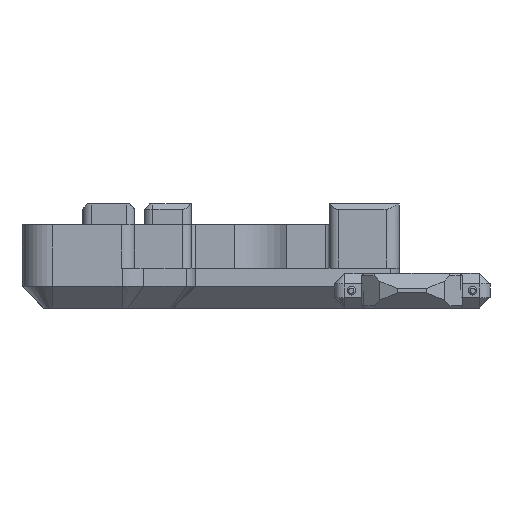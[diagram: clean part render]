
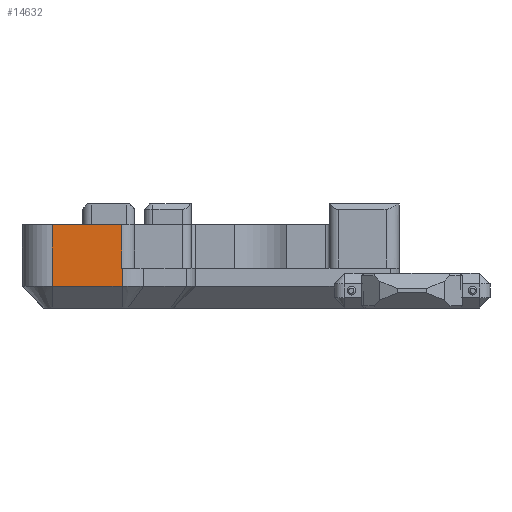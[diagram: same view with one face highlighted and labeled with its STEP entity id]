
A CAD part, front view. The second image highlights one B-rep face of the part: STEP entity #14632.
In plain terms, the highlighted planar face has unit normal (0, -1, 0).
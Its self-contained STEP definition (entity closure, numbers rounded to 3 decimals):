
#800=FACE_OUTER_BOUND('',#1599,.T.);
#1599=EDGE_LOOP('',(#11195,#11196,#11197,#11198,#11199,#11200));
#2470=LINE('',#22335,#3953);
#2490=LINE('',#22388,#3973);
#2502=LINE('',#22435,#3985);
#2579=LINE('',#22712,#4062);
#2642=LINE('',#22892,#4125);
#2643=LINE('',#22894,#4126);
#3953=VECTOR('',#17804,10.);
#3973=VECTOR('',#17854,10.);
#3985=VECTOR('',#17892,10.);
#4062=VECTOR('',#18131,10.);
#4125=VECTOR('',#18314,10.);
#4126=VECTOR('',#18317,10.);
#6094=VERTEX_POINT('',#22332);
#6095=VERTEX_POINT('',#22334);
#6113=VERTEX_POINT('',#22386);
#6135=VERTEX_POINT('',#22433);
#6241=VERTEX_POINT('',#22706);
#6242=VERTEX_POINT('',#22710);
#7744=EDGE_CURVE('',#6095,#6094,#2470,.T.);
#7771=EDGE_CURVE('',#6094,#6113,#2490,.T.);
#7795=EDGE_CURVE('',#6135,#6113,#2502,.T.);
#7931=EDGE_CURVE('',#6241,#6242,#2579,.T.);
#8024=EDGE_CURVE('',#6095,#6241,#2642,.T.);
#8025=EDGE_CURVE('',#6242,#6135,#2643,.T.);
#11195=ORIENTED_EDGE('',*,*,#7771,.T.);
#11196=ORIENTED_EDGE('',*,*,#7795,.F.);
#11197=ORIENTED_EDGE('',*,*,#8025,.F.);
#11198=ORIENTED_EDGE('',*,*,#7931,.F.);
#11199=ORIENTED_EDGE('',*,*,#8024,.F.);
#11200=ORIENTED_EDGE('',*,*,#7744,.T.);
#14039=PLANE('',#15738);
#14632=ADVANCED_FACE('',(#800),#14039,.T.);
#15738=AXIS2_PLACEMENT_3D('',#22986,#18457,#18458);
#17804=DIRECTION('',(-1.,0.,0.));
#17854=DIRECTION('',(0.,0.,1.));
#17892=DIRECTION('',(1.,0.,0.));
#18131=DIRECTION('',(-1.,0.,0.));
#18314=DIRECTION('',(0.,0.,-1.));
#18317=DIRECTION('',(0.,0.,1.));
#18457=DIRECTION('center_axis',(0.,-1.,0.));
#18458=DIRECTION('ref_axis',(1.,0.,0.));
#22332=CARTESIAN_POINT('',(1.5,-90.,4.6));
#22334=CARTESIAN_POINT('',(1.55,-90.,4.6));
#22335=CARTESIAN_POINT('',(-1.75,-90.,4.6));
#22386=CARTESIAN_POINT('',(1.5,-90.,9.6));
#22388=CARTESIAN_POINT('',(1.5,-90.,4.7));
#22433=CARTESIAN_POINT('',(-6.5,-90.,9.6));
#22435=CARTESIAN_POINT('',(-0.25,-90.,9.6));
#22706=CARTESIAN_POINT('',(1.55,-90.,2.5));
#22710=CARTESIAN_POINT('',(-6.5,-90.,2.5));
#22712=CARTESIAN_POINT('',(-5.,-90.,2.5));
#22892=CARTESIAN_POINT('',(1.55,-90.,0.));
#22894=CARTESIAN_POINT('',(-6.5,-90.,0.));
#22986=CARTESIAN_POINT('Origin',(-10.,-90.,0.));
